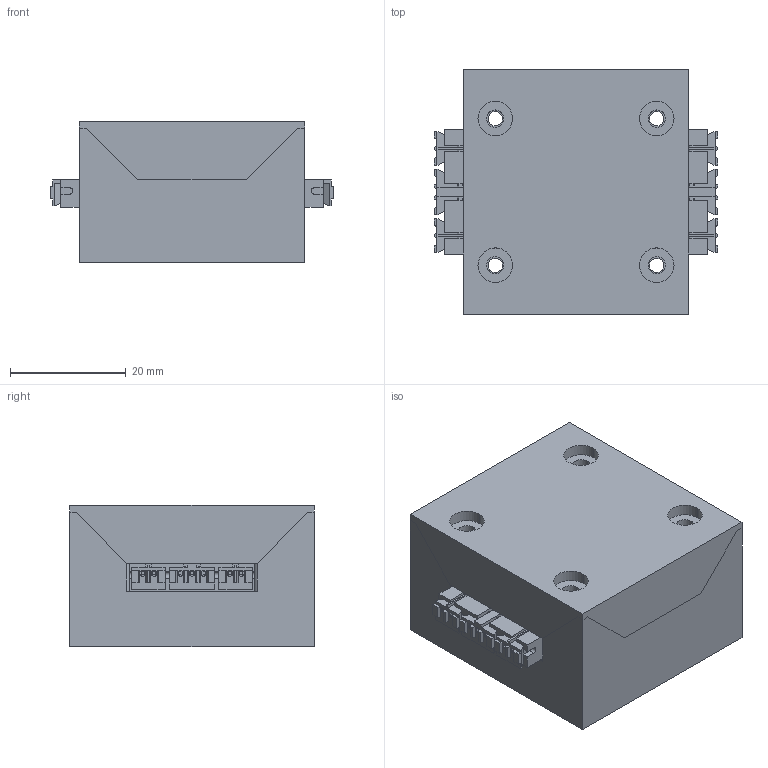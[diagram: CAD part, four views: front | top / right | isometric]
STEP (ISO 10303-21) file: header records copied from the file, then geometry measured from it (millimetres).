
FILE_DESCRIPTION (( 'STEP AP203' ), '1' );
FILE_NAME ('ENDSTOP_AMPLIFIER_BOARD V0.002 CASE_BOTTOM.STEP', '2020-10-31T02:39:56', ( 'root' ), ( '' ), 'SwSTEP 2.0', 'SolidWorks 2019', '' );
FILE_SCHEMA (( 'CONFIG_CONTROL_DESIGN' ));
Length unit declared in the file: millimetre
Products named in the file (1): ENDSTOP_AMPLIFIER_BOARD V0.002 CASE_BOTTOM
Bounding box: 49.14 x 42.33 x 24.5 mm (x, y, z)
Volume: 18475.9 mm3; surface area: 24234.2 mm2
Topology: 3 solids, 17 shells, 1085 faces, 2836 edges, 1854 vertices
Faces by surface type: plane 643, cylinder 420, sphere 14, cone 8
Entity records: 33703 total; most frequent: DIRECTION 5860, CARTESIAN_POINT 5810, ORIENTED_EDGE 5616, EDGE_CURVE 2808, AXIS2_PLACEMENT_3D 1986, LINE 1888, VECTOR 1888, VERTEX_POINT 1840
